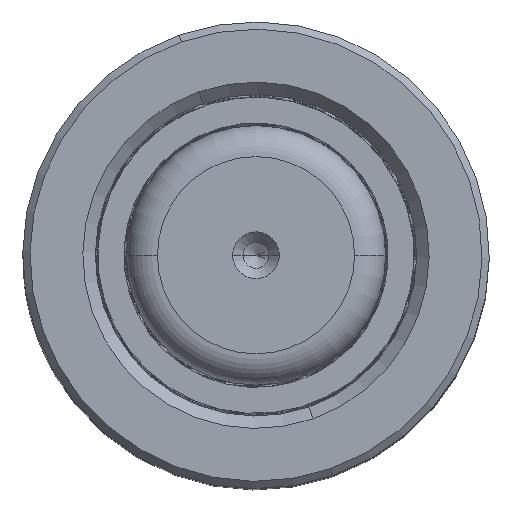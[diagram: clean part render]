
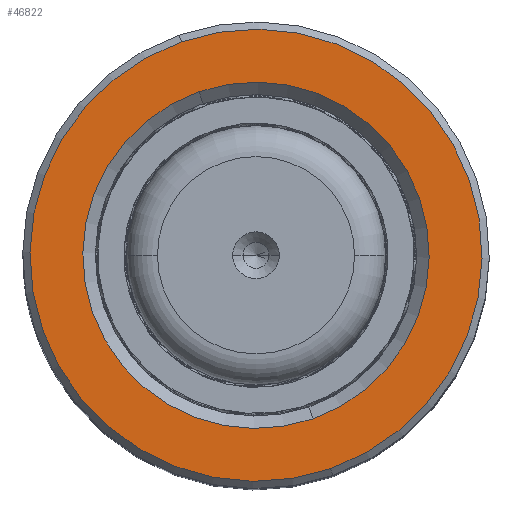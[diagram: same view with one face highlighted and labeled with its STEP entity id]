
A CAD part, top view. The second image highlights one B-rep face of the part: STEP entity #46822.
In plain terms, the highlighted planar face has unit normal (0, 0, 1).
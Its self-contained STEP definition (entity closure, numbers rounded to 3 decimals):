
#101 = DIRECTION ( 'NONE',  ( 1., 0., 0. ) ) ;
#665 = AXIS2_PLACEMENT_3D ( 'NONE', #4064, #27230, #13907 ) ;
#1585 = FACE_OUTER_BOUND ( 'NONE', #20502, .T. ) ;
#4064 = CARTESIAN_POINT ( 'NONE',  ( 0., 0., 80. ) ) ;
#4080 = VERTEX_POINT ( 'NONE', #41119 ) ;
#5170 = CIRCLE ( 'NONE', #48435, 21.8 ) ;
#5994 = VERTEX_POINT ( 'NONE', #19922 ) ;
#6136 = EDGE_CURVE ( 'NONE', #42179, #15302, #41262, .T. ) ;
#6436 = EDGE_CURVE ( 'NONE', #5994, #4080, #5170, .T. ) ;
#10583 = AXIS2_PLACEMENT_3D ( 'NONE', #17456, #44611, #23355 ) ;
#13445 = AXIS2_PLACEMENT_3D ( 'NONE', #51640, #25621, #17049 ) ;
#13907 = DIRECTION ( 'NONE',  ( 1., 0., 0. ) ) ;
#15302 = VERTEX_POINT ( 'NONE', #44247 ) ;
#16737 = EDGE_LOOP ( 'NONE', ( #39616, #40196 ) ) ;
#17049 = DIRECTION ( 'NONE',  ( 1., 0., 0. ) ) ;
#17456 = CARTESIAN_POINT ( 'NONE',  ( 0., 0., 80. ) ) ;
#19922 = CARTESIAN_POINT ( 'NONE',  ( -21.8, 0., 80. ) ) ;
#20502 = EDGE_LOOP ( 'NONE', ( #49134, #44278 ) ) ;
#22012 = CARTESIAN_POINT ( 'NONE',  ( 0., 0., 80. ) ) ;
#23355 = DIRECTION ( 'NONE',  ( 1., 0., 0. ) ) ;
#23413 = FACE_BOUND ( 'NONE', #16737, .T. ) ;
#25621 = DIRECTION ( 'NONE',  ( 0., 0., -1. ) ) ;
#27230 = DIRECTION ( 'NONE',  ( 0., 0., -1. ) ) ;
#30375 = PLANE ( 'NONE',  #10583 ) ;
#30954 = CIRCLE ( 'NONE', #45511, 21.8 ) ;
#37816 = CARTESIAN_POINT ( 'NONE',  ( -16.7, 0., 80. ) ) ;
#39404 = DIRECTION ( 'NONE',  ( 0., 0., 1. ) ) ;
#39616 = ORIENTED_EDGE ( 'NONE', *, *, #42730, .T. ) ;
#39862 = DIRECTION ( 'NONE',  ( 0., 0., 1. ) ) ;
#40196 = ORIENTED_EDGE ( 'NONE', *, *, #6136, .T. ) ;
#41119 = CARTESIAN_POINT ( 'NONE',  ( 21.8, 0., 80. ) ) ;
#41262 = CIRCLE ( 'NONE', #13445, 16.7 ) ;
#42179 = VERTEX_POINT ( 'NONE', #37816 ) ;
#42386 = EDGE_CURVE ( 'NONE', #4080, #5994, #30954, .T. ) ;
#42730 = EDGE_CURVE ( 'NONE', #15302, #42179, #45919, .T. ) ;
#43041 = DIRECTION ( 'NONE',  ( 1., 0., 0. ) ) ;
#44247 = CARTESIAN_POINT ( 'NONE',  ( 16.7, 0., 80. ) ) ;
#44278 = ORIENTED_EDGE ( 'NONE', *, *, #42386, .T. ) ;
#44611 = DIRECTION ( 'NONE',  ( 0., 0., 1. ) ) ;
#45511 = AXIS2_PLACEMENT_3D ( 'NONE', #22012, #39862, #101 ) ;
#45919 = CIRCLE ( 'NONE', #665, 16.7 ) ;
#46822 = ADVANCED_FACE ( 'NONE', ( #1585, #23413 ), #30375, .T. ) ;
#48435 = AXIS2_PLACEMENT_3D ( 'NONE', #51966, #39404, #43041 ) ;
#49134 = ORIENTED_EDGE ( 'NONE', *, *, #6436, .T. ) ;
#51640 = CARTESIAN_POINT ( 'NONE',  ( 0., 0., 80. ) ) ;
#51966 = CARTESIAN_POINT ( 'NONE',  ( 0., 0., 80. ) ) ;
